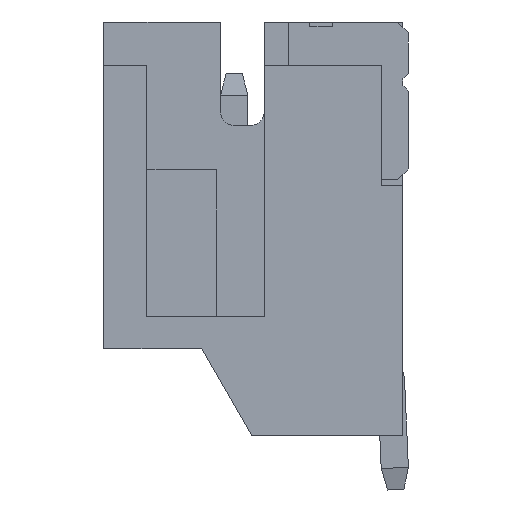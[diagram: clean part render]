
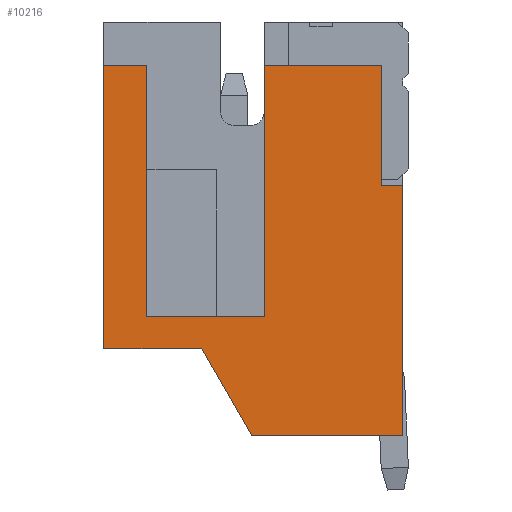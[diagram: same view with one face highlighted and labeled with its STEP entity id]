
A CAD part, left-side view. The second image highlights one B-rep face of the part: STEP entity #10216.
In plain terms, the highlighted planar face has unit normal (-1, 0, 0).
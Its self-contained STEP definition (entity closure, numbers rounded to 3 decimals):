
#256 = CARTESIAN_POINT ( 'NONE',  ( -3.95, 5.5, -0.8 ) ) ;
#519 = VERTEX_POINT ( 'NONE', #11943 ) ;
#590 = DIRECTION ( 'NONE',  ( 0., 0., 1. ) ) ;
#639 = ORIENTED_EDGE ( 'NONE', *, *, #3482, .F. ) ;
#650 = ORIENTED_EDGE ( 'NONE', *, *, #4074, .F. ) ;
#964 = CARTESIAN_POINT ( 'NONE',  ( -3.95, 3.7, -6. ) ) ;
#969 = FACE_OUTER_BOUND ( 'NONE', #10312, .T. ) ;
#1019 = EDGE_CURVE ( 'NONE', #7161, #9613, #5490, .T. ) ;
#1033 = PLANE ( 'NONE',  #8593 ) ;
#1093 = ORIENTED_EDGE ( 'NONE', *, *, #3502, .T. ) ;
#1108 = EDGE_CURVE ( 'NONE', #9613, #9439, #10577, .T. ) ;
#1221 = CARTESIAN_POINT ( 'NONE',  ( -3.95, 2.776, -7.6 ) ) ;
#1391 = DIRECTION ( 'NONE',  ( 0., -1., 0. ) ) ;
#1477 = VERTEX_POINT ( 'NONE', #11144 ) ;
#1555 = ORIENTED_EDGE ( 'NONE', *, *, #10294, .F. ) ;
#1626 = VERTEX_POINT ( 'NONE', #8602 ) ;
#1777 = CARTESIAN_POINT ( 'NONE',  ( -3.95, 5.5, -0.8 ) ) ;
#1867 = DIRECTION ( 'NONE',  ( 0., 0., -1. ) ) ;
#2035 = DIRECTION ( 'NONE',  ( 0., -1., 0. ) ) ;
#2265 = CARTESIAN_POINT ( 'NONE',  ( -3.95, 5.5, -7.6 ) ) ;
#2276 = VERTEX_POINT ( 'NONE', #8229 ) ;
#2478 = VECTOR ( 'NONE', #9752, 1000. ) ;
#2652 = VECTOR ( 'NONE', #3210, 1000. ) ;
#2825 = ORIENTED_EDGE ( 'NONE', *, *, #5163, .F. ) ;
#3005 = CARTESIAN_POINT ( 'NONE',  ( -3.95, 3.7, -6. ) ) ;
#3111 = LINE ( 'NONE', #2265, #2478 ) ;
#3128 = EDGE_CURVE ( 'NONE', #1477, #7161, #6035, .T. ) ;
#3184 = ORIENTED_EDGE ( 'NONE', *, *, #11634, .F. ) ;
#3210 = DIRECTION ( 'NONE',  ( 0., 0.5, 0.866 ) ) ;
#3250 = VECTOR ( 'NONE', #3867, 1000. ) ;
#3482 = EDGE_CURVE ( 'NONE', #12060, #10250, #5190, .T. ) ;
#3502 = EDGE_CURVE ( 'NONE', #5049, #4205, #8059, .T. ) ;
#3867 = DIRECTION ( 'NONE',  ( 0., -1., 0. ) ) ;
#3982 = CARTESIAN_POINT ( 'NONE',  ( -3.95, 2.55, 0. ) ) ;
#4074 = EDGE_CURVE ( 'NONE', #519, #2276, #10439, .T. ) ;
#4205 = VERTEX_POINT ( 'NONE', #964 ) ;
#4775 = DIRECTION ( 'NONE',  ( 1., 0., 0. ) ) ;
#4827 = VECTOR ( 'NONE', #6933, 1000. ) ;
#5049 = VERTEX_POINT ( 'NONE', #5056 ) ;
#5056 = CARTESIAN_POINT ( 'NONE',  ( -3.95, 5.5, -6. ) ) ;
#5059 = ORIENTED_EDGE ( 'NONE', *, *, #12109, .F. ) ;
#5163 = EDGE_CURVE ( 'NONE', #10250, #1626, #3111, .T. ) ;
#5190 = LINE ( 'NONE', #11881, #6425 ) ;
#5447 = CARTESIAN_POINT ( 'NONE',  ( -3.95, 5.5, -0.8 ) ) ;
#5490 = LINE ( 'NONE', #11351, #10325 ) ;
#5603 = CARTESIAN_POINT ( 'NONE',  ( -3.95, 0.4, 0. ) ) ;
#5748 = CARTESIAN_POINT ( 'NONE',  ( -3.95, 4.705, -5.415 ) ) ;
#5905 = ORIENTED_EDGE ( 'NONE', *, *, #6046, .F. ) ;
#5920 = CARTESIAN_POINT ( 'NONE',  ( -3.95, 5.5, 0. ) ) ;
#5961 = DIRECTION ( 'NONE',  ( 0., 0., -1. ) ) ;
#6035 = LINE ( 'NONE', #3982, #4827 ) ;
#6046 = EDGE_CURVE ( 'NONE', #6299, #9439, #12389, .T. ) ;
#6299 = VERTEX_POINT ( 'NONE', #256 ) ;
#6334 = VECTOR ( 'NONE', #1391, 1000. ) ;
#6425 = VECTOR ( 'NONE', #5961, 1000. ) ;
#6442 = DIRECTION ( 'NONE',  ( 0., 1., 0. ) ) ;
#6850 = DIRECTION ( 'NONE',  ( 0., -1., 0. ) ) ;
#6933 = DIRECTION ( 'NONE',  ( 0., 0., -1. ) ) ;
#7161 = VERTEX_POINT ( 'NONE', #9662 ) ;
#7188 = LINE ( 'NONE', #1221, #2652 ) ;
#7617 = VECTOR ( 'NONE', #10498, 1000. ) ;
#7646 = CARTESIAN_POINT ( 'NONE',  ( -3.95, 0., -7.6 ) ) ;
#7939 = VECTOR ( 'NONE', #590, 1000. ) ;
#8059 = LINE ( 'NONE', #3005, #8474 ) ;
#8229 = CARTESIAN_POINT ( 'NONE',  ( -3.95, 0.4, -3. ) ) ;
#8368 = ORIENTED_EDGE ( 'NONE', *, *, #1019, .T. ) ;
#8404 = CARTESIAN_POINT ( 'NONE',  ( -3.95, 5.5, 0. ) ) ;
#8474 = VECTOR ( 'NONE', #2035, 1000. ) ;
#8593 = AXIS2_PLACEMENT_3D ( 'NONE', #5920, #4775, #1867 ) ;
#8602 = CARTESIAN_POINT ( 'NONE',  ( -3.95, 2.776, -7.6 ) ) ;
#8726 = LINE ( 'NONE', #12613, #3250 ) ;
#8914 = EDGE_CURVE ( 'NONE', #2276, #12060, #8726, .T. ) ;
#8959 = VECTOR ( 'NONE', #6850, 1000. ) ;
#9106 = ORIENTED_EDGE ( 'NONE', *, *, #3128, .T. ) ;
#9439 = VERTEX_POINT ( 'NONE', #10333 ) ;
#9579 = LINE ( 'NONE', #1777, #8959 ) ;
#9613 = VERTEX_POINT ( 'NONE', #5748 ) ;
#9662 = CARTESIAN_POINT ( 'NONE',  ( -3.95, 2.55, -5.415 ) ) ;
#9674 = DIRECTION ( 'NONE',  ( 0., 0., 1. ) ) ;
#9752 = DIRECTION ( 'NONE',  ( 0., 1., 0. ) ) ;
#10216 = ADVANCED_FACE ( 'NONE', ( #969 ), #1033, .F. ) ;
#10250 = VERTEX_POINT ( 'NONE', #7646 ) ;
#10294 = EDGE_CURVE ( 'NONE', #1626, #4205, #7188, .T. ) ;
#10312 = EDGE_LOOP ( 'NONE', ( #9106, #8368, #12398, #5905, #3184, #1093, #1555, #2825, #639, #11140, #650, #5059 ) ) ;
#10325 = VECTOR ( 'NONE', #6442, 1000. ) ;
#10333 = CARTESIAN_POINT ( 'NONE',  ( -3.95, 4.705, -0.8 ) ) ;
#10439 = LINE ( 'NONE', #5603, #7617 ) ;
#10498 = DIRECTION ( 'NONE',  ( 0., 0., -1. ) ) ;
#10535 = CARTESIAN_POINT ( 'NONE',  ( -3.95, 0., -3. ) ) ;
#10577 = LINE ( 'NONE', #10701, #11958 ) ;
#10701 = CARTESIAN_POINT ( 'NONE',  ( -3.95, 4.705, -0.8 ) ) ;
#11140 = ORIENTED_EDGE ( 'NONE', *, *, #8914, .F. ) ;
#11144 = CARTESIAN_POINT ( 'NONE',  ( -3.95, 2.55, -0.8 ) ) ;
#11351 = CARTESIAN_POINT ( 'NONE',  ( -3.95, 4.705, -5.415 ) ) ;
#11455 = LINE ( 'NONE', #8404, #7939 ) ;
#11634 = EDGE_CURVE ( 'NONE', #5049, #6299, #11455, .T. ) ;
#11881 = CARTESIAN_POINT ( 'NONE',  ( -3.95, 0., -7.6 ) ) ;
#11943 = CARTESIAN_POINT ( 'NONE',  ( -3.95, 0.4, -0.8 ) ) ;
#11958 = VECTOR ( 'NONE', #9674, 1000. ) ;
#12060 = VERTEX_POINT ( 'NONE', #10535 ) ;
#12109 = EDGE_CURVE ( 'NONE', #1477, #519, #9579, .T. ) ;
#12389 = LINE ( 'NONE', #5447, #6334 ) ;
#12398 = ORIENTED_EDGE ( 'NONE', *, *, #1108, .T. ) ;
#12613 = CARTESIAN_POINT ( 'NONE',  ( -3.95, 5.5, -3. ) ) ;
